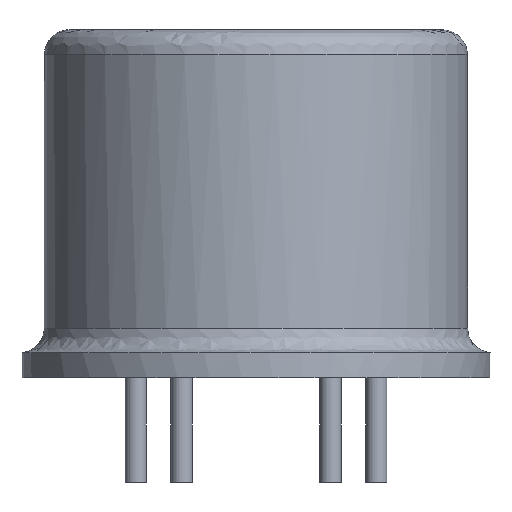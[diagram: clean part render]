
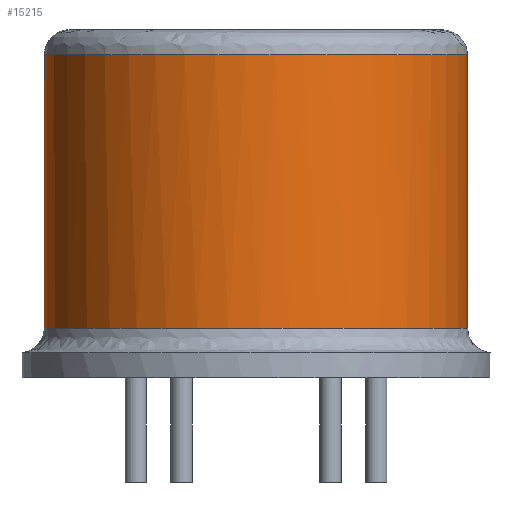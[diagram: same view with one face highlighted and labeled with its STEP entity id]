
A CAD part, front view. The second image highlights one B-rep face of the part: STEP entity #15215.
In plain terms, the highlighted free-form (B-spline) face has degree [2, 1] with [9, 2] control points.
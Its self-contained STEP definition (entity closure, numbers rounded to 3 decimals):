
#14583 = VERTEX_POINT('',#14584);
#14584 = CARTESIAN_POINT('',(-4.129,0.,
    8.345));
#14590 = EDGE_CURVE('',#14583,#14583,#14591,.T.);
#14591 = ( BOUNDED_CURVE() B_SPLINE_CURVE(2,(#14592,#14593,#14594,#14595
    ,#14596,#14597,#14598),.UNSPECIFIED.,.T.,.F.) 
B_SPLINE_CURVE_WITH_KNOTS((3,2,2,3),(3.142,5.236,
7.33,9.425),.PIECEWISE_BEZIER_KNOTS.) CURVE() 
GEOMETRIC_REPRESENTATION_ITEM() RATIONAL_B_SPLINE_CURVE((1.,0.5,1.,0.5,
1.,0.5,1.)) REPRESENTATION_ITEM('') );
#14592 = CARTESIAN_POINT('',(-4.129,0.,
    8.345));
#14593 = CARTESIAN_POINT('',(-4.129,-7.151,
    8.345));
#14594 = CARTESIAN_POINT('',(2.064,-3.576,
    8.345));
#14595 = CARTESIAN_POINT('',(8.257,0.,
    8.345));
#14596 = CARTESIAN_POINT('',(2.064,3.576,8.345
    ));
#14597 = CARTESIAN_POINT('',(-4.129,7.151,
    8.345));
#14598 = CARTESIAN_POINT('',(-4.129,0.,
    8.345));
#15215 = ADVANCED_FACE('',(#15216),#15245,.T.);
#15216 = FACE_BOUND('',#15217,.T.);
#15217 = EDGE_LOOP('',(#15218,#15219,#15226,#15236,#15244));
#15218 = ORIENTED_EDGE('',*,*,#14590,.F.);
#15219 = ORIENTED_EDGE('',*,*,#15220,.T.);
#15220 = EDGE_CURVE('',#14583,#15221,#15223,.T.);
#15221 = VERTEX_POINT('',#15222);
#15222 = CARTESIAN_POINT('',(-4.129,0.,
    3.009));
#15223 = B_SPLINE_CURVE_WITH_KNOTS('',1,(#15224,#15225),.UNSPECIFIED.,
  .F.,.F.,(2,2),(-6.39,-0.897),.PIECEWISE_BEZIER_KNOTS.);
#15224 = CARTESIAN_POINT('',(-4.129,0.,
    8.345));
#15225 = CARTESIAN_POINT('',(-4.129,0.,
    3.009));
#15226 = ORIENTED_EDGE('',*,*,#15227,.F.);
#15227 = EDGE_CURVE('',#15228,#15221,#15230,.T.);
#15228 = VERTEX_POINT('',#15229);
#15229 = CARTESIAN_POINT('',(4.129,0.,
    3.009));
#15230 = ( BOUNDED_CURVE() B_SPLINE_CURVE(2,(#15231,#15232,#15233,#15234
,#15235),.UNSPECIFIED.,.F.,.F.) B_SPLINE_CURVE_WITH_KNOTS((3,2,3),(
    3.142,4.712,6.283),
.PIECEWISE_BEZIER_KNOTS.) CURVE() GEOMETRIC_REPRESENTATION_ITEM() 
RATIONAL_B_SPLINE_CURVE((1.,0.707,1.,0.707,1.)) 
REPRESENTATION_ITEM('') );
#15231 = CARTESIAN_POINT('',(4.129,0.,
    3.009));
#15232 = CARTESIAN_POINT('',(4.129,-4.129,
    3.009));
#15233 = CARTESIAN_POINT('',(0.,-4.129,
    3.009));
#15234 = CARTESIAN_POINT('',(-4.129,-4.129,
    3.009));
#15235 = CARTESIAN_POINT('',(-4.129,0.,
    3.009));
#15236 = ORIENTED_EDGE('',*,*,#15237,.F.);
#15237 = EDGE_CURVE('',#15221,#15228,#15238,.T.);
#15238 = ( BOUNDED_CURVE() B_SPLINE_CURVE(2,(#15239,#15240,#15241,#15242
,#15243),.UNSPECIFIED.,.F.,.F.) B_SPLINE_CURVE_WITH_KNOTS((3,2,3),(0.,
1.571,3.142),.PIECEWISE_BEZIER_KNOTS.) CURVE() 
GEOMETRIC_REPRESENTATION_ITEM() RATIONAL_B_SPLINE_CURVE((1.,
0.707,1.,0.707,1.)) REPRESENTATION_ITEM('') );
#15239 = CARTESIAN_POINT('',(-4.129,0.,3.009));
#15240 = CARTESIAN_POINT('',(-4.129,4.129,
    3.009));
#15241 = CARTESIAN_POINT('',(0.,4.129,
    3.009));
#15242 = CARTESIAN_POINT('',(4.129,4.129,
    3.009));
#15243 = CARTESIAN_POINT('',(4.129,0.,
    3.009));
#15244 = ORIENTED_EDGE('',*,*,#15220,.F.);
#15245 = ( BOUNDED_SURFACE() B_SPLINE_SURFACE(2,1,(
    (#15246,#15247)
    ,(#15248,#15249)
    ,(#15250,#15251)
    ,(#15252,#15253)
    ,(#15254,#15255)
    ,(#15256,#15257)
    ,(#15258,#15259)
    ,(#15260,#15261)
    ,(#15262,#15263
)),.UNSPECIFIED.,.T.,.F.,.F.) B_SPLINE_SURFACE_WITH_KNOTS((3,2,2,2,3),(2
    ,2),(-3.142,-2.094,0.,2.094,3.142)
,(0.897,6.39),.UNSPECIFIED.) GEOMETRIC_REPRESENTATION_ITEM() 
RATIONAL_B_SPLINE_SURFACE((
    (0.75,0.75)
    ,(0.75,0.75)
    ,(1.,1.)
    ,(0.5,0.5)
    ,(1.,1.)
    ,(0.5,0.5)
    ,(1.,1.)
    ,(0.75,0.75)
,(0.75,0.75))) REPRESENTATION_ITEM('') SURFACE() );
#15246 = CARTESIAN_POINT('',(-4.129,0.,
    3.009));
#15247 = CARTESIAN_POINT('',(-4.129,0.,
    8.345));
#15248 = CARTESIAN_POINT('',(-4.129,-2.384,
    3.009));
#15249 = CARTESIAN_POINT('',(-4.129,-2.384,
    8.345));
#15250 = CARTESIAN_POINT('',(-2.064,-3.576,
    3.009));
#15251 = CARTESIAN_POINT('',(-2.064,-3.576,
    8.345));
#15252 = CARTESIAN_POINT('',(4.129,-7.151,
    3.009));
#15253 = CARTESIAN_POINT('',(4.129,-7.151,
    8.345));
#15254 = CARTESIAN_POINT('',(4.129,0.,3.009));
#15255 = CARTESIAN_POINT('',(4.129,0.,8.345));
#15256 = CARTESIAN_POINT('',(4.129,7.151,
    3.009));
#15257 = CARTESIAN_POINT('',(4.129,7.151,
    8.345));
#15258 = CARTESIAN_POINT('',(-2.064,3.576,
    3.009));
#15259 = CARTESIAN_POINT('',(-2.064,3.576,
    8.345));
#15260 = CARTESIAN_POINT('',(-4.129,2.384,
    3.009));
#15261 = CARTESIAN_POINT('',(-4.129,2.384,
    8.345));
#15262 = CARTESIAN_POINT('',(-4.129,0.,
    3.009));
#15263 = CARTESIAN_POINT('',(-4.129,0.,
    8.345));
